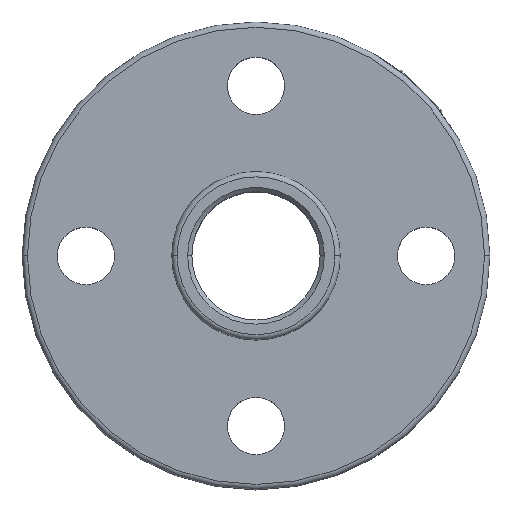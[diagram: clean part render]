
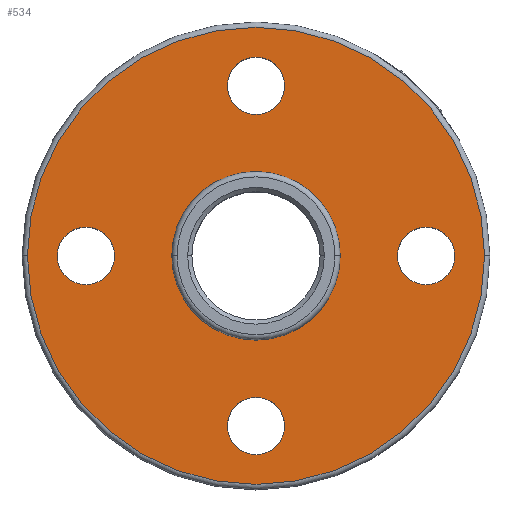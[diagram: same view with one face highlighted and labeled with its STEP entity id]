
A CAD part, top view. The second image highlights one B-rep face of the part: STEP entity #534.
In plain terms, the highlighted planar face has unit normal (0, 0, 1).
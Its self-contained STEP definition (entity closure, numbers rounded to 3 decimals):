
#56 = VERTEX_POINT ( 'NONE', #754 ) ;
#66 = DIRECTION ( 'NONE',  ( 1., 0., 0. ) ) ;
#81 = DIRECTION ( 'NONE',  ( 0., 0., 1. ) ) ;
#105 = EDGE_CURVE ( 'NONE', #1242, #989, #632, .T. ) ;
#214 = VERTEX_POINT ( 'NONE', #3499 ) ;
#229 = ORIENTED_EDGE ( 'NONE', *, *, #3475, .F. ) ;
#237 = VERTEX_POINT ( 'NONE', #3481 ) ;
#262 = CARTESIAN_POINT ( 'NONE',  ( 2.846, 24.736, 18.148 ) ) ;
#290 = EDGE_LOOP ( 'NONE', ( #3249, #229 ) ) ;
#302 = CIRCLE ( 'NONE', #3353, 3.962 ) ;
#340 = EDGE_LOOP ( 'NONE', ( #3076, #3055 ) ) ;
#354 = EDGE_LOOP ( 'NONE', ( #2900, #2135 ) ) ;
#365 = DIRECTION ( 'NONE',  ( 0., 0., 1. ) ) ;
#377 = CARTESIAN_POINT ( 'NONE',  ( 4.196, 24.736, 18.148 ) ) ;
#427 = EDGE_CURVE ( 'NONE', #1838, #1851, #919, .T. ) ;
#452 = FACE_BOUND ( 'NONE', #555, .T. ) ;
#478 = CIRCLE ( 'NONE', #3389, 1.35 ) ;
#529 = CIRCLE ( 'NONE', #3364, 1.35 ) ;
#534 = ADVANCED_FACE ( 'NONE', ( #3844, #3402, #3729, #452, #3626, #3101 ), #3816, .T. ) ;
#550 = EDGE_LOOP ( 'NONE', ( #3066, #2226 ) ) ;
#555 = EDGE_LOOP ( 'NONE', ( #2348, #831 ) ) ;
#632 = CIRCLE ( 'NONE', #3576, 10.75 ) ;
#754 = CARTESIAN_POINT ( 'NONE',  ( 12.196, 16.736, 18.148 ) ) ;
#831 = ORIENTED_EDGE ( 'NONE', *, *, #3324, .F. ) ;
#919 = CIRCLE ( 'NONE', #2663, 3.962 ) ;
#930 = CIRCLE ( 'NONE', #3382, 10.75 ) ;
#989 = VERTEX_POINT ( 'NONE', #3496 ) ;
#1097 = CIRCLE ( 'NONE', #3420, 1.35 ) ;
#1138 = DIRECTION ( 'NONE',  ( 1., 0., 0. ) ) ;
#1144 = DIRECTION ( 'NONE',  ( 0., 0., 1. ) ) ;
#1146 = EDGE_CURVE ( 'NONE', #237, #214, #2635, .T. ) ;
#1161 = CARTESIAN_POINT ( 'NONE',  ( 2.846, 24.736, 18.148 ) ) ;
#1231 = VERTEX_POINT ( 'NONE', #2783 ) ;
#1242 = VERTEX_POINT ( 'NONE', #2754 ) ;
#1306 = VERTEX_POINT ( 'NONE', #2759 ) ;
#1328 = VERTEX_POINT ( 'NONE', #2707 ) ;
#1590 = DIRECTION ( 'NONE',  ( 1., 0., 0. ) ) ;
#1595 = DIRECTION ( 'NONE',  ( 0., 0., 1. ) ) ;
#1605 = CARTESIAN_POINT ( 'NONE',  ( 2.846, 8.736, 18.148 ) ) ;
#1629 = VERTEX_POINT ( 'NONE', #2372 ) ;
#1644 = CARTESIAN_POINT ( 'NONE',  ( 2.846, 16.736, 18.148 ) ) ;
#1684 = DIRECTION ( 'NONE',  ( 1., 0., 0. ) ) ;
#1838 = VERTEX_POINT ( 'NONE', #2014 ) ;
#1851 = VERTEX_POINT ( 'NONE', #1979 ) ;
#1979 = CARTESIAN_POINT ( 'NONE',  ( 6.809, 16.736, 18.148 ) ) ;
#1999 = EDGE_LOOP ( 'NONE', ( #2841, #2896 ) ) ;
#2014 = CARTESIAN_POINT ( 'NONE',  ( -1.116, 16.736, 18.148 ) ) ;
#2027 = EDGE_CURVE ( 'NONE', #214, #237, #2322, .T. ) ;
#2039 = AXIS2_PLACEMENT_3D ( 'NONE', #1644, #365, #1684 ) ;
#2128 = EDGE_CURVE ( 'NONE', #1231, #2301, #2778, .T. ) ;
#2135 = ORIENTED_EDGE ( 'NONE', *, *, #2448, .F. ) ;
#2226 = ORIENTED_EDGE ( 'NONE', *, *, #2128, .F. ) ;
#2295 = DIRECTION ( 'NONE',  ( 1., 0., 0. ) ) ;
#2301 = VERTEX_POINT ( 'NONE', #377 ) ;
#2322 = CIRCLE ( 'NONE', #3464, 1.35 ) ;
#2348 = ORIENTED_EDGE ( 'NONE', *, *, #2429, .F. ) ;
#2372 = CARTESIAN_POINT ( 'NONE',  ( 9.496, 16.736, 18.148 ) ) ;
#2429 = EDGE_CURVE ( 'NONE', #56, #1629, #1097, .T. ) ;
#2448 = EDGE_CURVE ( 'NONE', #1306, #1328, #2577, .T. ) ;
#2455 = DIRECTION ( 'NONE',  ( 0., 0., 1. ) ) ;
#2469 = CARTESIAN_POINT ( 'NONE',  ( -5.154, 16.736, 18.148 ) ) ;
#2577 = CIRCLE ( 'NONE', #3416, 1.35 ) ;
#2635 = CIRCLE ( 'NONE', #3522, 1.35 ) ;
#2653 = DIRECTION ( 'NONE',  ( 0., 0., 1. ) ) ;
#2663 = AXIS2_PLACEMENT_3D ( 'NONE', #3020, #3025, #3028 ) ;
#2690 = DIRECTION ( 'NONE',  ( 1., 0., 0. ) ) ;
#2707 = CARTESIAN_POINT ( 'NONE',  ( -3.804, 16.736, 18.148 ) ) ;
#2754 = CARTESIAN_POINT ( 'NONE',  ( 13.596, 16.736, 18.148 ) ) ;
#2759 = CARTESIAN_POINT ( 'NONE',  ( -6.504, 16.736, 18.148 ) ) ;
#2775 = CIRCLE ( 'NONE', #3361, 1.35 ) ;
#2778 = CIRCLE ( 'NONE', #3454, 1.35 ) ;
#2783 = CARTESIAN_POINT ( 'NONE',  ( 1.496, 24.736, 18.148 ) ) ;
#2835 = EDGE_CURVE ( 'NONE', #2301, #1231, #478, .T. ) ;
#2841 = ORIENTED_EDGE ( 'NONE', *, *, #105, .T. ) ;
#2848 = DIRECTION ( 'NONE',  ( 0., 0., 1. ) ) ;
#2873 = CARTESIAN_POINT ( 'NONE',  ( -5.154, 16.736, 18.148 ) ) ;
#2896 = ORIENTED_EDGE ( 'NONE', *, *, #3117, .T. ) ;
#2900 = ORIENTED_EDGE ( 'NONE', *, *, #3331, .F. ) ;
#2915 = DIRECTION ( 'NONE',  ( 1., 0., 0. ) ) ;
#2924 = DIRECTION ( 'NONE',  ( 0., 0., 1. ) ) ;
#2932 = CARTESIAN_POINT ( 'NONE',  ( 2.846, 8.736, 18.148 ) ) ;
#2968 = DIRECTION ( 'NONE',  ( 1., 0., 0. ) ) ;
#2982 = DIRECTION ( 'NONE',  ( 0., 0., 1. ) ) ;
#3014 = CARTESIAN_POINT ( 'NONE',  ( 10.846, 16.736, 18.148 ) ) ;
#3020 = CARTESIAN_POINT ( 'NONE',  ( 2.846, 16.736, 18.148 ) ) ;
#3025 = DIRECTION ( 'NONE',  ( 0., 0., 1. ) ) ;
#3028 = DIRECTION ( 'NONE',  ( 1., 0., 0. ) ) ;
#3055 = ORIENTED_EDGE ( 'NONE', *, *, #2027, .F. ) ;
#3066 = ORIENTED_EDGE ( 'NONE', *, *, #2835, .F. ) ;
#3076 = ORIENTED_EDGE ( 'NONE', *, *, #1146, .F. ) ;
#3077 = DIRECTION ( 'NONE',  ( 1., 0., 0. ) ) ;
#3086 = DIRECTION ( 'NONE',  ( 1., 0., 0. ) ) ;
#3097 = DIRECTION ( 'NONE',  ( 0., 0., 1. ) ) ;
#3101 = FACE_BOUND ( 'NONE', #290, .T. ) ;
#3111 = CARTESIAN_POINT ( 'NONE',  ( 10.846, 16.736, 18.148 ) ) ;
#3117 = EDGE_CURVE ( 'NONE', #989, #1242, #930, .T. ) ;
#3154 = CARTESIAN_POINT ( 'NONE',  ( 2.846, 16.736, 18.148 ) ) ;
#3249 = ORIENTED_EDGE ( 'NONE', *, *, #427, .F. ) ;
#3324 = EDGE_CURVE ( 'NONE', #1629, #56, #529, .T. ) ;
#3331 = EDGE_CURVE ( 'NONE', #1328, #1306, #2775, .T. ) ;
#3341 = CARTESIAN_POINT ( 'NONE',  ( 2.846, 16.736, 18.148 ) ) ;
#3353 = AXIS2_PLACEMENT_3D ( 'NONE', #3154, #2653, #3077 ) ;
#3361 = AXIS2_PLACEMENT_3D ( 'NONE', #2873, #2848, #2690 ) ;
#3364 = AXIS2_PLACEMENT_3D ( 'NONE', #3111, #3097, #3086 ) ;
#3382 = AXIS2_PLACEMENT_3D ( 'NONE', #3815, #3779, #3761 ) ;
#3389 = AXIS2_PLACEMENT_3D ( 'NONE', #262, #81, #66 ) ;
#3402 = FACE_BOUND ( 'NONE', #354, .T. ) ;
#3416 = AXIS2_PLACEMENT_3D ( 'NONE', #2469, #2455, #2295 ) ;
#3420 = AXIS2_PLACEMENT_3D ( 'NONE', #3014, #2982, #2968 ) ;
#3454 = AXIS2_PLACEMENT_3D ( 'NONE', #1161, #1144, #1138 ) ;
#3464 = AXIS2_PLACEMENT_3D ( 'NONE', #1605, #1595, #1590 ) ;
#3475 = EDGE_CURVE ( 'NONE', #1851, #1838, #302, .T. ) ;
#3481 = CARTESIAN_POINT ( 'NONE',  ( 4.196, 8.736, 18.148 ) ) ;
#3496 = CARTESIAN_POINT ( 'NONE',  ( -7.904, 16.736, 18.148 ) ) ;
#3499 = CARTESIAN_POINT ( 'NONE',  ( 1.496, 8.736, 18.148 ) ) ;
#3522 = AXIS2_PLACEMENT_3D ( 'NONE', #2932, #2924, #2915 ) ;
#3576 = AXIS2_PLACEMENT_3D ( 'NONE', #3341, #3721, #3705 ) ;
#3626 = FACE_BOUND ( 'NONE', #550, .T. ) ;
#3705 = DIRECTION ( 'NONE',  ( 1., 0., 0. ) ) ;
#3721 = DIRECTION ( 'NONE',  ( 0., 0., 1. ) ) ;
#3729 = FACE_BOUND ( 'NONE', #340, .T. ) ;
#3761 = DIRECTION ( 'NONE',  ( 1., 0., 0. ) ) ;
#3779 = DIRECTION ( 'NONE',  ( 0., 0., 1. ) ) ;
#3815 = CARTESIAN_POINT ( 'NONE',  ( 2.846, 16.736, 18.148 ) ) ;
#3816 = PLANE ( 'NONE',  #2039 ) ;
#3844 = FACE_OUTER_BOUND ( 'NONE', #1999, .T. ) ;
